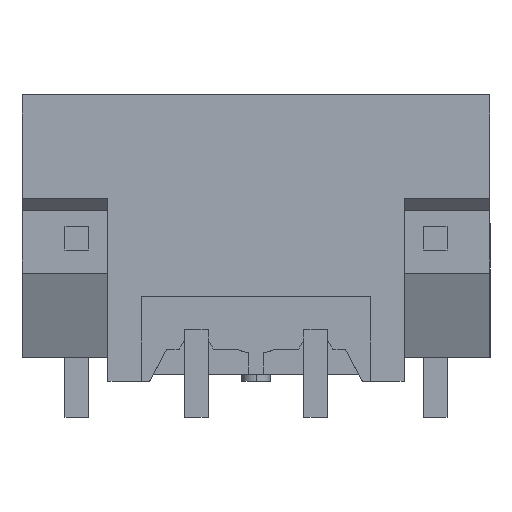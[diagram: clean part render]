
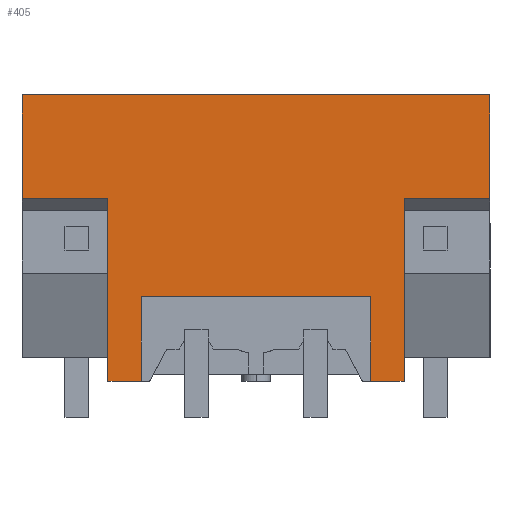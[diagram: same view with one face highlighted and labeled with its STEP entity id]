
A CAD part, front view. The second image highlights one B-rep face of the part: STEP entity #405.
In plain terms, the highlighted planar face has unit normal (0, -1, 0).
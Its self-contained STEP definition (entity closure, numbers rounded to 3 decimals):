
#321=AXIS2_PLACEMENT_3D('Plane Axis2P3D',#318,#319,#320) ;
#49=CARTESIAN_POINT('Vertex',(5.,0.,1.5)) ;
#52=CARTESIAN_POINT('Line Origine',(4.3,0.,1.5)) ;
#56=CARTESIAN_POINT('Vertex',(3.6,0.,1.5)) ;
#303=CARTESIAN_POINT('Vertex',(5.,0.,5.05)) ;
#306=CARTESIAN_POINT('Line Origine',(5.,0.,3.275)) ;
#318=CARTESIAN_POINT('Axis2P3D Location',(0.,0.,1.5)) ;
#323=CARTESIAN_POINT('Line Origine',(9.8,0.,13.5)) ;
#327=CARTESIAN_POINT('Vertex',(0.,0.,13.5)) ;
#329=CARTESIAN_POINT('Vertex',(19.6,0.,13.5)) ;
#332=CARTESIAN_POINT('Line Origine',(0.,0.,11.323)) ;
#336=CARTESIAN_POINT('Vertex',(0.,0.,9.146)) ;
#339=CARTESIAN_POINT('Line Origine',(1.8,0.,9.146)) ;
#343=CARTESIAN_POINT('Vertex',(3.6,0.,9.146)) ;
#346=CARTESIAN_POINT('Line Origine',(3.6,0.,5.323)) ;
#351=CARTESIAN_POINT('Line Origine',(9.8,0.,5.05)) ;
#355=CARTESIAN_POINT('Vertex',(14.6,0.,5.05)) ;
#358=CARTESIAN_POINT('Line Origine',(14.6,0.,3.275)) ;
#362=CARTESIAN_POINT('Vertex',(14.6,0.,1.5)) ;
#365=CARTESIAN_POINT('Line Origine',(15.3,0.,1.5)) ;
#369=CARTESIAN_POINT('Vertex',(16.,0.,1.5)) ;
#372=CARTESIAN_POINT('Line Origine',(16.,0.,5.323)) ;
#376=CARTESIAN_POINT('Vertex',(16.,0.,9.146)) ;
#379=CARTESIAN_POINT('Line Origine',(17.8,0.,9.146)) ;
#383=CARTESIAN_POINT('Vertex',(19.6,0.,9.146)) ;
#386=CARTESIAN_POINT('Line Origine',(19.6,0.,11.323)) ;
#53=DIRECTION('Vector Direction',(1.,0.,0.)) ;
#307=DIRECTION('Vector Direction',(0.,0.,-1.)) ;
#319=DIRECTION('Axis2P3D Direction',(0.,1.,0.)) ;
#320=DIRECTION('Axis2P3D XDirection',(0.,0.,1.)) ;
#324=DIRECTION('Vector Direction',(1.,0.,0.)) ;
#333=DIRECTION('Vector Direction',(0.,0.,1.)) ;
#340=DIRECTION('Vector Direction',(1.,0.,0.)) ;
#347=DIRECTION('Vector Direction',(0.,0.,1.)) ;
#352=DIRECTION('Vector Direction',(1.,0.,0.)) ;
#359=DIRECTION('Vector Direction',(0.,0.,-1.)) ;
#366=DIRECTION('Vector Direction',(1.,0.,0.)) ;
#373=DIRECTION('Vector Direction',(0.,0.,1.)) ;
#380=DIRECTION('Vector Direction',(1.,0.,0.)) ;
#387=DIRECTION('Vector Direction',(0.,0.,1.)) ;
#54=VECTOR('Line Direction',#53,1.) ;
#308=VECTOR('Line Direction',#307,1.) ;
#325=VECTOR('Line Direction',#324,1.) ;
#334=VECTOR('Line Direction',#333,1.) ;
#341=VECTOR('Line Direction',#340,1.) ;
#348=VECTOR('Line Direction',#347,1.) ;
#353=VECTOR('Line Direction',#352,1.) ;
#360=VECTOR('Line Direction',#359,1.) ;
#367=VECTOR('Line Direction',#366,1.) ;
#374=VECTOR('Line Direction',#373,1.) ;
#381=VECTOR('Line Direction',#380,1.) ;
#388=VECTOR('Line Direction',#387,1.) ;
#392=ORIENTED_EDGE('',*,*,#331,.F.) ;
#393=ORIENTED_EDGE('',*,*,#338,.F.) ;
#394=ORIENTED_EDGE('',*,*,#345,.T.) ;
#395=ORIENTED_EDGE('',*,*,#350,.F.) ;
#396=ORIENTED_EDGE('',*,*,#58,.T.) ;
#397=ORIENTED_EDGE('',*,*,#310,.F.) ;
#398=ORIENTED_EDGE('',*,*,#357,.F.) ;
#399=ORIENTED_EDGE('',*,*,#364,.F.) ;
#400=ORIENTED_EDGE('',*,*,#371,.T.) ;
#401=ORIENTED_EDGE('',*,*,#378,.T.) ;
#402=ORIENTED_EDGE('',*,*,#385,.F.) ;
#403=ORIENTED_EDGE('',*,*,#390,.T.) ;
#405=ADVANCED_FACE('HOUSING',(#404),#322,.F.) ;
#58=EDGE_CURVE('',#57,#50,#55,.T.) ;
#310=EDGE_CURVE('',#304,#50,#309,.T.) ;
#331=EDGE_CURVE('',#328,#330,#326,.T.) ;
#338=EDGE_CURVE('',#337,#328,#335,.T.) ;
#345=EDGE_CURVE('',#337,#344,#342,.T.) ;
#350=EDGE_CURVE('',#57,#344,#349,.T.) ;
#357=EDGE_CURVE('',#356,#304,#354,.F.) ;
#364=EDGE_CURVE('',#363,#356,#361,.F.) ;
#371=EDGE_CURVE('',#363,#370,#368,.T.) ;
#378=EDGE_CURVE('',#370,#377,#375,.T.) ;
#385=EDGE_CURVE('',#384,#377,#382,.F.) ;
#390=EDGE_CURVE('',#384,#330,#389,.T.) ;
#391=EDGE_LOOP('',(#392,#393,#394,#395,#396,#397,#398,#399,#400,#401,#402,#403)) ;
#404=FACE_OUTER_BOUND('',#391,.T.) ;
#55=LINE('Line',#52,#54) ;
#309=LINE('Line',#306,#308) ;
#326=LINE('Line',#323,#325) ;
#335=LINE('Line',#332,#334) ;
#342=LINE('Line',#339,#341) ;
#349=LINE('Line',#346,#348) ;
#354=LINE('Line',#351,#353) ;
#361=LINE('Line',#358,#360) ;
#368=LINE('Line',#365,#367) ;
#375=LINE('Line',#372,#374) ;
#382=LINE('Line',#379,#381) ;
#389=LINE('Line',#386,#388) ;
#322=PLANE('',#321) ;
#50=VERTEX_POINT('',#49) ;
#57=VERTEX_POINT('',#56) ;
#304=VERTEX_POINT('',#303) ;
#328=VERTEX_POINT('',#327) ;
#330=VERTEX_POINT('',#329) ;
#337=VERTEX_POINT('',#336) ;
#344=VERTEX_POINT('',#343) ;
#356=VERTEX_POINT('',#355) ;
#363=VERTEX_POINT('',#362) ;
#370=VERTEX_POINT('',#369) ;
#377=VERTEX_POINT('',#376) ;
#384=VERTEX_POINT('',#383) ;
